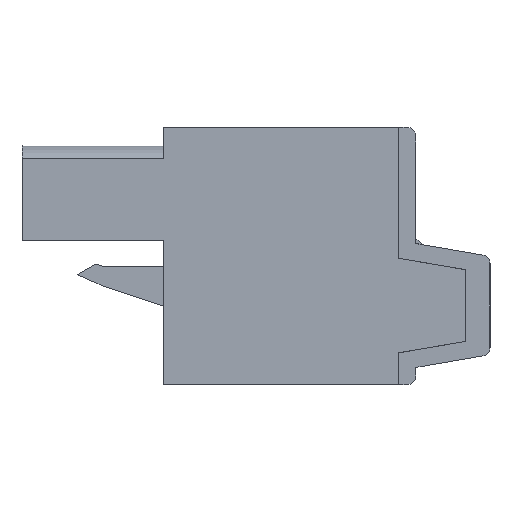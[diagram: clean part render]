
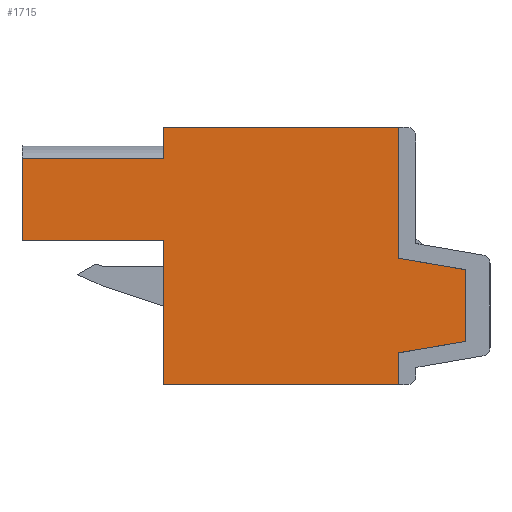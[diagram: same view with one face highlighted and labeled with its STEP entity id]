
A CAD part, left-side view. The second image highlights one B-rep face of the part: STEP entity #1715.
In plain terms, the highlighted planar face has unit normal (-1, 0, 0).
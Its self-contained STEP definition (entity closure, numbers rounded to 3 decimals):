
#1715 = ADVANCED_FACE( '', ( #4055 ), #4056, .F. );
#4055 = FACE_OUTER_BOUND( '', #7209, .T. );
#4056 = PLANE( '', #7210 );
#7209 = EDGE_LOOP( '', ( #11525, #11526, #11527, #11528, #11529, #11530, #11531, #11532, #11533, #11534, #11535, #11536 ) );
#7210 = AXIS2_PLACEMENT_3D( '', #11537, #11538, #11539 );
#11525 = ORIENTED_EDGE( '', *, *, #20461, .F. );
#11526 = ORIENTED_EDGE( '', *, *, #20462, .F. );
#11527 = ORIENTED_EDGE( '', *, *, #20463, .F. );
#11528 = ORIENTED_EDGE( '', *, *, #19438, .F. );
#11529 = ORIENTED_EDGE( '', *, *, #20464, .T. );
#11530 = ORIENTED_EDGE( '', *, *, #20465, .F. );
#11531 = ORIENTED_EDGE( '', *, *, #20466, .F. );
#11532 = ORIENTED_EDGE( '', *, *, #20467, .F. );
#11533 = ORIENTED_EDGE( '', *, *, #20468, .F. );
#11534 = ORIENTED_EDGE( '', *, *, #19644, .F. );
#11535 = ORIENTED_EDGE( '', *, *, #19356, .F. );
#11536 = ORIENTED_EDGE( '', *, *, #20469, .F. );
#11537 = CARTESIAN_POINT( '', ( -20.32, 0., 0. ) );
#11538 = DIRECTION( '', ( 1., 0., 0. ) );
#11539 = DIRECTION( '', ( 0., 0., -1. ) );
#19356 = EDGE_CURVE( '', #23126, #23128, #23129, .T. );
#19438 = EDGE_CURVE( '', #23284, #23286, #23287, .T. );
#19644 = EDGE_CURVE( '', #23128, #23667, #23668, .T. );
#20461 = EDGE_CURVE( '', #25080, #25081, #25082, .T. );
#20462 = EDGE_CURVE( '', #25083, #25080, #25084, .T. );
#20463 = EDGE_CURVE( '', #23286, #25083, #25085, .T. );
#20464 = EDGE_CURVE( '', #23284, #25086, #25087, .T. );
#20465 = EDGE_CURVE( '', #25088, #25086, #25089, .T. );
#20466 = EDGE_CURVE( '', #25090, #25088, #25091, .T. );
#20467 = EDGE_CURVE( '', #25092, #25090, #25093, .T. );
#20468 = EDGE_CURVE( '', #23667, #25092, #25094, .T. );
#20469 = EDGE_CURVE( '', #25081, #23126, #25095, .T. );
#23126 = VERTEX_POINT( '', #28734 );
#23128 = VERTEX_POINT( '', #28737 );
#23129 = LINE( '', #28738, #28739 );
#23284 = VERTEX_POINT( '', #28956 );
#23286 = VERTEX_POINT( '', #28959 );
#23287 = LINE( '', #28960, #28961 );
#23667 = VERTEX_POINT( '', #29511 );
#23668 = LINE( '', #29512, #29513 );
#25080 = VERTEX_POINT( '', #31555 );
#25081 = VERTEX_POINT( '', #31556 );
#25082 = LINE( '', #31557, #31558 );
#25083 = VERTEX_POINT( '', #31559 );
#25084 = LINE( '', #31560, #31561 );
#25085 = LINE( '', #31562, #31563 );
#25086 = VERTEX_POINT( '', #31564 );
#25087 = LINE( '', #31565, #31566 );
#25088 = VERTEX_POINT( '', #31567 );
#25089 = LINE( '', #31568, #31569 );
#25090 = VERTEX_POINT( '', #31570 );
#25091 = LINE( '', #31571, #31572 );
#25092 = VERTEX_POINT( '', #31573 );
#25093 = LINE( '', #31574, #31575 );
#25094 = LINE( '', #31576, #31577 );
#25095 = LINE( '', #31578, #31579 );
#28734 = CARTESIAN_POINT( '', ( -20.32, 1.635, 0.917 ) );
#28737 = CARTESIAN_POINT( '', ( -20.32, -2.248, 0.252 ) );
#28738 = CARTESIAN_POINT( '', ( -20.32, 1.635, 0.917 ) );
#28739 = VECTOR( '', #36904, 1000. );
#28956 = CARTESIAN_POINT( '', ( -20.32, 23.445, 1.947 ) );
#28959 = CARTESIAN_POINT( '', ( -20.32, 23.445, 6.697 ) );
#28960 = CARTESIAN_POINT( '', ( -20.32, 23.445, 1.947 ) );
#28961 = VECTOR( '', #37004, 1000. );
#29511 = CARTESIAN_POINT( '', ( -20.32, -2.248, -3.898 ) );
#29512 = CARTESIAN_POINT( '', ( -20.32, -2.248, 0.252 ) );
#29513 = VECTOR( '', #37205, 1000. );
#31555 = CARTESIAN_POINT( '', ( -20.32, 15.245, 8.497 ) );
#31556 = CARTESIAN_POINT( '', ( -20.32, 1.635, 8.497 ) );
#31557 = CARTESIAN_POINT( '', ( -20.32, 15.245, 8.497 ) );
#31558 = VECTOR( '', #38001, 1000. );
#31559 = CARTESIAN_POINT( '', ( -20.32, 15.245, 6.697 ) );
#31560 = CARTESIAN_POINT( '', ( -20.32, 15.245, -6.403 ) );
#31561 = VECTOR( '', #38002, 1000. );
#31562 = CARTESIAN_POINT( '', ( -20.32, 23.445, 6.697 ) );
#31563 = VECTOR( '', #38003, 1000. );
#31564 = CARTESIAN_POINT( '', ( -20.32, 15.245, 1.947 ) );
#31565 = CARTESIAN_POINT( '', ( -20.32, 23.445, 1.947 ) );
#31566 = VECTOR( '', #38004, 1000. );
#31567 = CARTESIAN_POINT( '', ( -20.32, 15.245, -6.403 ) );
#31568 = CARTESIAN_POINT( '', ( -20.32, 15.245, -6.403 ) );
#31569 = VECTOR( '', #38005, 1000. );
#31570 = CARTESIAN_POINT( '', ( -20.32, 1.635, -6.403 ) );
#31571 = CARTESIAN_POINT( '', ( -20.32, 1.635, -6.403 ) );
#31572 = VECTOR( '', #38006, 1000. );
#31573 = CARTESIAN_POINT( '', ( -20.32, 1.635, -4.563 ) );
#31574 = CARTESIAN_POINT( '', ( -20.32, 1.635, -4.563 ) );
#31575 = VECTOR( '', #38007, 1000. );
#31576 = CARTESIAN_POINT( '', ( -20.32, -2.248, -3.898 ) );
#31577 = VECTOR( '', #38008, 1000. );
#31578 = CARTESIAN_POINT( '', ( -20.32, 1.635, 8.497 ) );
#31579 = VECTOR( '', #38009, 1000. );
#36904 = DIRECTION( '', ( 0., -0.986, -0.169 ) );
#37004 = DIRECTION( '', ( 0., 0., 1. ) );
#37205 = DIRECTION( '', ( 0., 0., -1. ) );
#38001 = DIRECTION( '', ( 0., -1., 0. ) );
#38002 = DIRECTION( '', ( 0., 0., 1. ) );
#38003 = DIRECTION( '', ( 0., -1., 0. ) );
#38004 = DIRECTION( '', ( 0., -1., 0. ) );
#38005 = DIRECTION( '', ( 0., 0., 1. ) );
#38006 = DIRECTION( '', ( 0., 1., 0. ) );
#38007 = DIRECTION( '', ( 0., 0., -1. ) );
#38008 = DIRECTION( '', ( 0., 0.986, -0.169 ) );
#38009 = DIRECTION( '', ( 0., 0., -1. ) );
